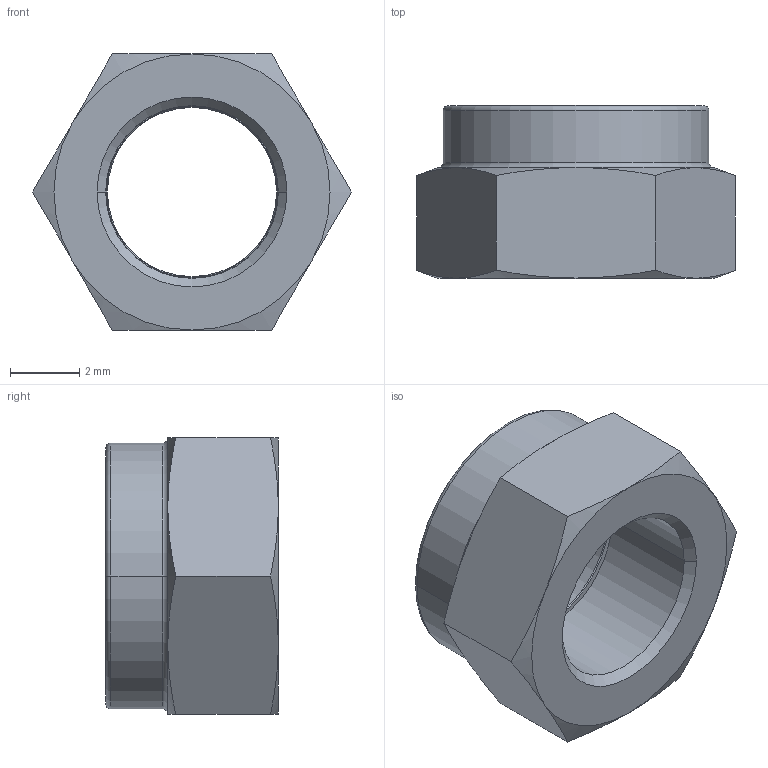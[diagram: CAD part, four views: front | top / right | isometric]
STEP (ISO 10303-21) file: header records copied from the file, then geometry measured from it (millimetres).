
FILE_DESCRIPTION((''),'2;1');
FILE_NAME('DIN_985_M5','2022-08-21T08:44:58',('Dell'),(''),'CREO PARAMETRIC BY PTC INC, 2020414','CREO PARAMETRIC BY PTC INC, 2020414','');
FILE_SCHEMA(('CONFIG_CONTROL_DESIGN'));
Length unit declared in the file: millimetre
Products named in the file (1): DIN_985_M5
Bounding box: 9.24 x 5 x 8 mm (x, y, z)
Volume: 159.6 mm3; surface area: 295.2 mm2
Topology: 1 solids, 1 shells, 45 faces, 97 edges, 58 vertices
Faces by surface type: cone 18, plane 11, cylinder 10, torus 6
Entity records: 1378 total; most frequent: CARTESIAN_POINT 361, DIRECTION 215, ORIENTED_EDGE 192, AXIS2_PLACEMENT_3D 96, EDGE_CURVE 96, VERTEX_POINT 56, EDGE_LOOP 50, CIRCLE 50
